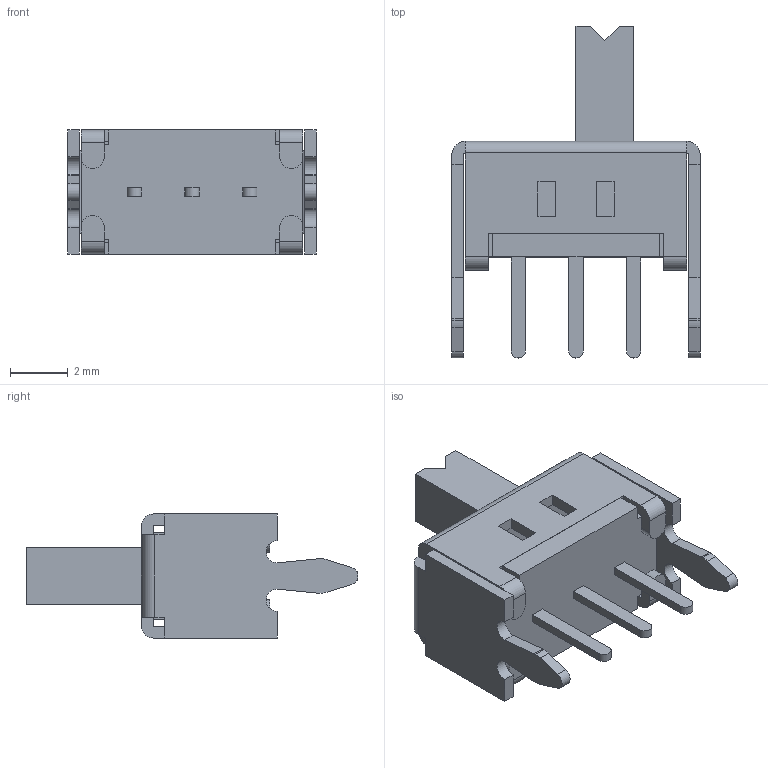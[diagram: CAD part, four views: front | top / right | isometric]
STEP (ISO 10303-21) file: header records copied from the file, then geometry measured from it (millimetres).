
FILE_DESCRIPTION (( 'STEP AP214' ), '1' );
FILE_NAME ('OS102011MS2QN11.STEP', '2024-02-13T18:33:05', ( '' ), ( '' ), 'SwSTEP 2.0', 'SolidWorks 2024', '' );
FILE_SCHEMA (( 'AUTOMOTIVE_DESIGN' ));
Length unit declared in the file: metre
Products named in the file (6): OS102011MS2QN11; OS102011MS2QN11_4; OS102011MS2QN11_3; OS102011MS2QN11_1; OS102011MS2QN11_2
Assembly tree (5 placements, depth 2):
  OS102011MS2QN11
    OS102011MS2QN11_3
    OS102011MS2QN11_2
    OS102011MS2QN11_4
    OS102011MS2QN11
    OS102011MS2QN11_1
Bounding box: 8.6 x 11.5 x 4.3 mm (x, y, z)
Volume: 97.6 mm3; surface area: 427.7 mm2
Topology: 5 solids, 5 shells, 197 faces, 537 edges, 354 vertices
Faces by surface type: plane 142, cylinder 33, bspline 22
Entity records: 6773 total; most frequent: CARTESIAN_POINT 1584, ORIENTED_EDGE 1074, DIRECTION 925, EDGE_CURVE 537, LINE 427, VECTOR 427, VERTEX_POINT 354, AXIS2_PLACEMENT_3D 249
